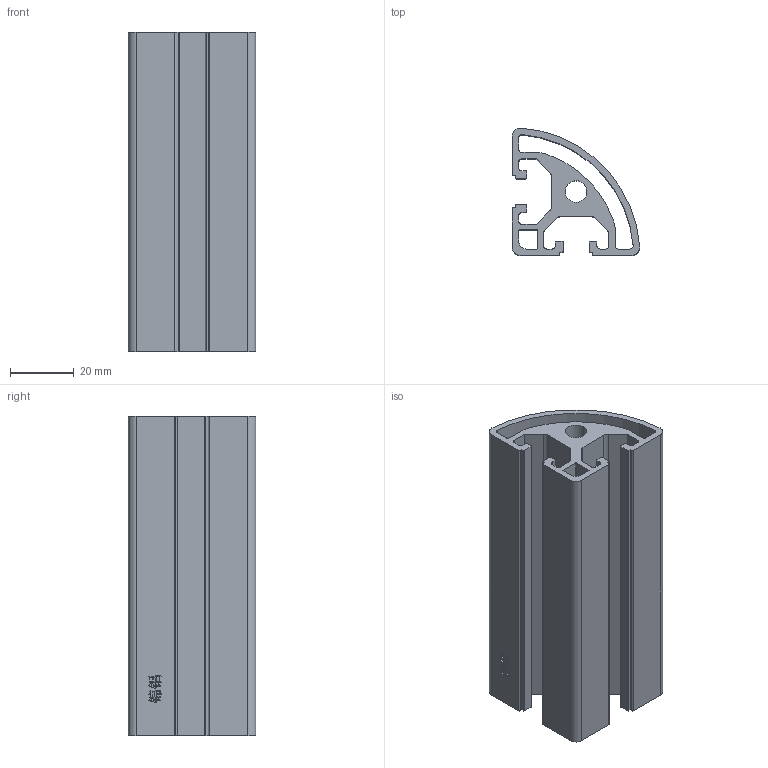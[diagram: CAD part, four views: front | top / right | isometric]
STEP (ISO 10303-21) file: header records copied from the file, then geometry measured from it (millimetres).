
FILE_DESCRIPTION (( 'STEP AP203' ), '1' );
FILE_NAME ('JL-8-4040ER.STEP', '2019-07-24T02:05:54', ( 'User' ), ( 'China' ), 'SwSTEP 2.0', 'SolidWorks 2015', '' );
FILE_SCHEMA (( 'CONFIG_CONTROL_DESIGN' ));
Length unit declared in the file: millimetre
Products named in the file (1): JL-8-4040ER
Bounding box: 39.91 x 39.91 x 100 mm (x, y, z)
Volume: 55009.5 mm3; surface area: 40967.3 mm2
Topology: 1 solids, 1 shells, 248 faces, 711 edges, 474 vertices
Faces by surface type: plane 174, cylinder 46, bspline 28
Entity records: 9028 total; most frequent: CARTESIAN_POINT 2542, ORIENTED_EDGE 1422, DIRECTION 1189, EDGE_CURVE 711, LINE 563, VECTOR 563, VERTEX_POINT 474, AXIS2_PLACEMENT_3D 313
